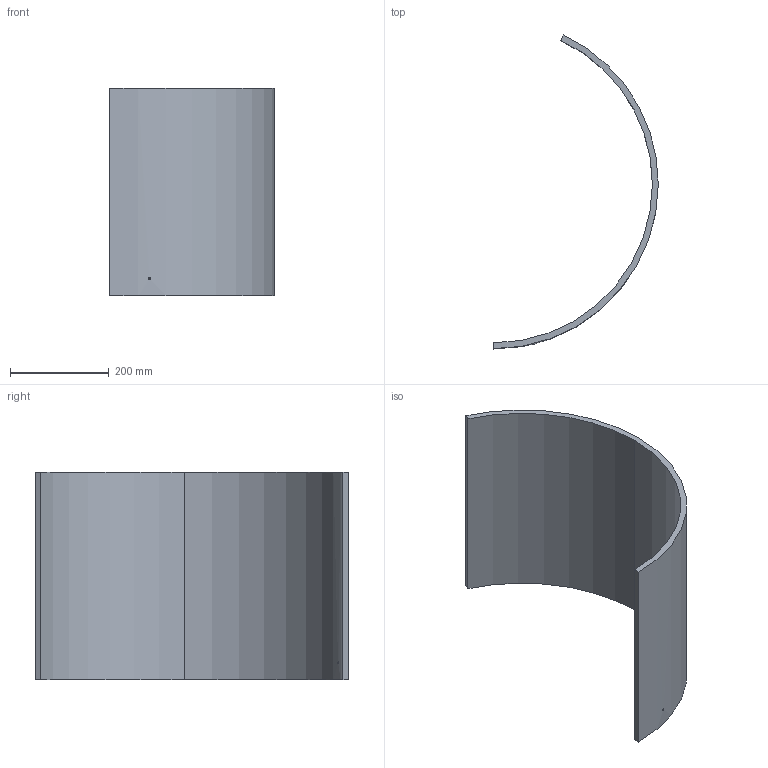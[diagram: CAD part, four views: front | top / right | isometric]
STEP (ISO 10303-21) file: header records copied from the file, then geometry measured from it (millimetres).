
FILE_DESCRIPTION (( 'STEP AP214' ), '1' );
FILE_NAME ('Blech_Verschleißschale_mit_Leisten_Transport.STEP', '2013-03-07T19:04:56', ( '' ), ( '' ), 'SwSTEP 2.0', 'SolidWorks 2012', '' );
FILE_SCHEMA (( 'AUTOMOTIVE_DESIGN' ));
Length unit declared in the file: millimetre
Products named in the file (1): Blech_Verschleißschale_mit_Leisten_Transport
Bounding box: 334.1 x 636.75 x 422 mm (x, y, z)
Volume: 4494165.3 mm3; surface area: 780644.6 mm2
Topology: 1 solids, 1 shells, 20 faces, 44 edges, 26 vertices
Faces by surface type: plane 12, bspline 4, cylinder 4
Entity records: 1018 total; most frequent: CARTESIAN_POINT 567, ORIENTED_EDGE 88, DIRECTION 76, EDGE_CURVE 44, VERTEX_POINT 26, VECTOR 26, LINE 26, AXIS2_PLACEMENT_3D 25
